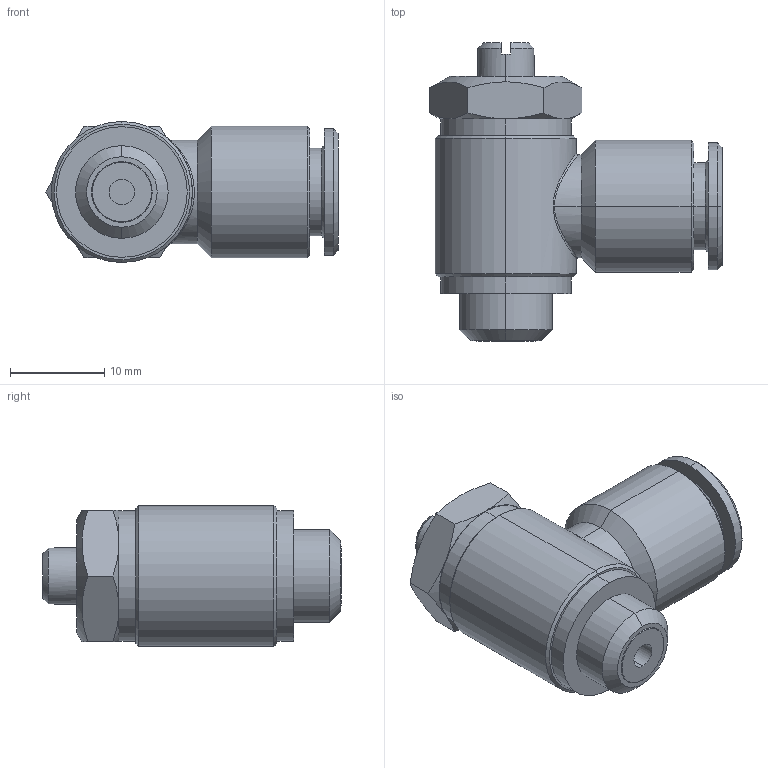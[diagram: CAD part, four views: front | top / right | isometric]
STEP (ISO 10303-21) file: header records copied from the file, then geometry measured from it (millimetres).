
FILE_DESCRIPTION (( 'STEP AP203' ), '1' );
FILE_NAME ('04290B41.STEP', '2010-05-10T09:28:10', ( '' ), ( 'sopra-pneumatic' ), 'SwSTEP 2.0', 'SolidWorks 2009', '' );
FILE_SCHEMA (( 'CONFIG_CONTROL_DESIGN' ));
Length unit declared in the file: millimetre
Products named in the file (1): 04290B41
Bounding box: 31.08 x 31.74 x 15 mm (x, y, z)
Volume: 5674.4 mm3; surface area: 3014.7 mm2
Topology: 1 solids, 3 shells, 82 faces, 171 edges, 106 vertices
Faces by surface type: cone 28, cylinder 27, plane 25, bspline 2
Entity records: 3404 total; most frequent: CARTESIAN_POINT 1581, DIRECTION 379, ORIENTED_EDGE 342, EDGE_CURVE 171, AXIS2_PLACEMENT_3D 160, VERTEX_POINT 106, EDGE_LOOP 93, FACE_OUTER_BOUND 82
